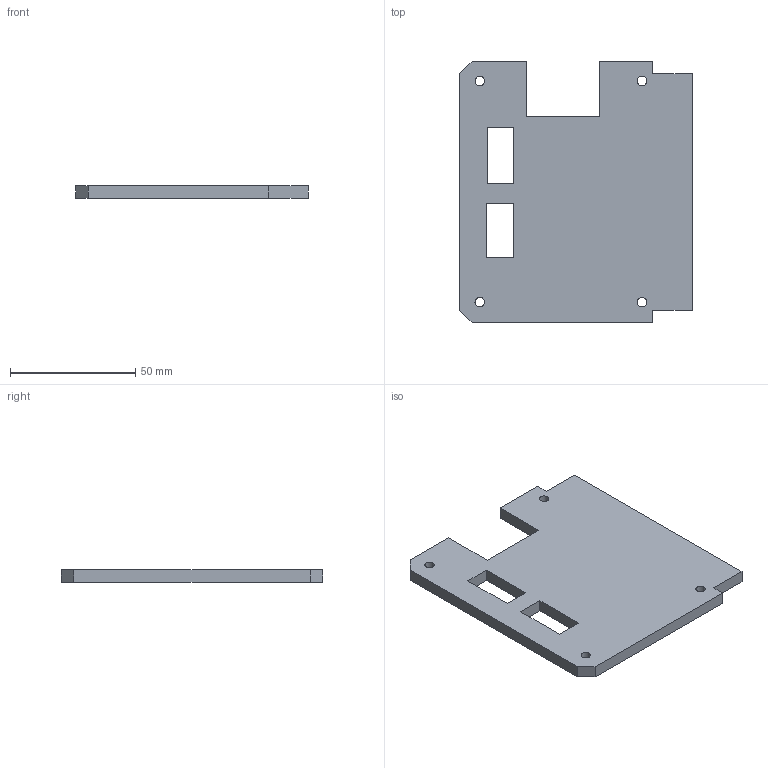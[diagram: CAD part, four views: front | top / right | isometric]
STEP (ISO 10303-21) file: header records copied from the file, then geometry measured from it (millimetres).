
FILE_DESCRIPTION(/* description */ (''),/* implementation_level */ '2;1');
FILE_NAME(/* name */ '8eaca984-bd63-4aff-8bed-483ee6c22fe2.stp',/* time_stamp */ '2017-02-26T11:47:18-05:00',/* author */ (''),/* organization */ (''),/* preprocessor_version */ 'ST-DEVELOPER v16.5',/* originating_system */ 'Autodesk Translation Framework v5.2.0.2920',/* authorisation */ '');
FILE_SCHEMA (('AUTOMOTIVE_DESIGN { 1 0 10303 214 3 1 1 }'));
Length unit declared in the file: millimetre
Products named in the file (1): (1) LCD Mount Rear v2
Bounding box: 93 x 104.5 x 5 mm (x, y, z)
Volume: 41880 mm3; surface area: 19808.7 mm2
Topology: 1 solids, 1 shells, 28 faces, 78 edges, 52 vertices
Faces by surface type: plane 24, cylinder 4
Full cylindrical faces by diameter (mm): 3.75 x4
Entity records: 923 total; most frequent: CARTESIAN_POINT 155, ORIENTED_EDGE 148, DIRECTION 140, EDGE_CURVE 74, LINE 66, VECTOR 66, VERTEX_POINT 52, EDGE_LOOP 44
